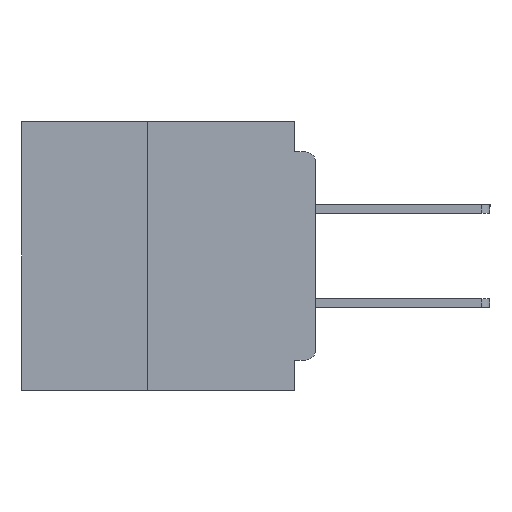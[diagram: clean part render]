
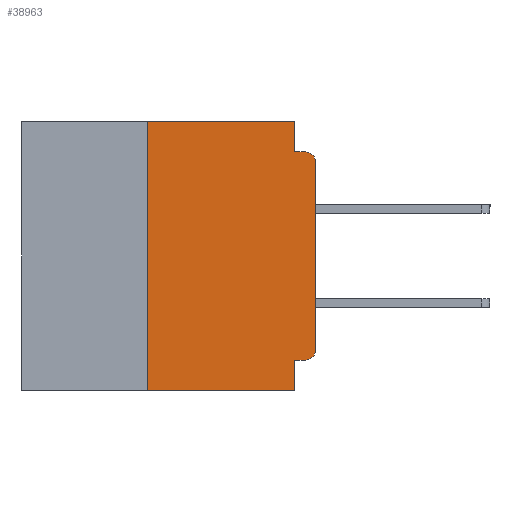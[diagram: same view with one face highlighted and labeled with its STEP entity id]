
A CAD part, left-side view. The second image highlights one B-rep face of the part: STEP entity #38963.
In plain terms, the highlighted planar face has unit normal (-1, 0, 0).
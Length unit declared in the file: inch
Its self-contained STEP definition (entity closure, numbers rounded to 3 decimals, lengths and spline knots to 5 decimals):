
#152 = LINE ( 'NONE', #11873, #19514 ) ;
#827 = EDGE_CURVE ( 'NONE', #34720, #35674, #21622, .T. ) ;
#1307 = AXIS2_PLACEMENT_3D ( 'NONE', #41108, #18152, #44923 ) ;
#1699 = VERTEX_POINT ( 'NONE', #11288 ) ;
#2264 = CARTESIAN_POINT ( 'NONE',  ( 0., 0., -0.34 ) ) ;
#2541 = LINE ( 'NONE', #17933, #32207 ) ;
#3022 = DIRECTION ( 'NONE',  ( 0., -1., 0. ) ) ;
#3673 = VERTEX_POINT ( 'NONE', #5948 ) ;
#4531 = LINE ( 'NONE', #26360, #23871 ) ;
#5948 = CARTESIAN_POINT ( 'NONE',  ( 0., 0.031, -0.355 ) ) ;
#5966 = ORIENTED_EDGE ( 'NONE', *, *, #27439, .T. ) ;
#6190 = DIRECTION ( 'NONE',  ( 0., 1., 0. ) ) ;
#6285 = ORIENTED_EDGE ( 'NONE', *, *, #14668, .T. ) ;
#6376 = VERTEX_POINT ( 'NONE', #48513 ) ;
#7336 = CARTESIAN_POINT ( 'NONE',  ( 0., 0., -0.06 ) ) ;
#8669 = CARTESIAN_POINT ( 'NONE',  ( 0., 0.437, 0. ) ) ;
#9096 = ORIENTED_EDGE ( 'NONE', *, *, #827, .T. ) ;
#9356 = DIRECTION ( 'NONE',  ( 0., 0., 1. ) ) ;
#10283 = ORIENTED_EDGE ( 'NONE', *, *, #48961, .F. ) ;
#10449 = CIRCLE ( 'NONE', #1307, 0.015 ) ;
#10753 = VERTEX_POINT ( 'NONE', #2264 ) ;
#11288 = CARTESIAN_POINT ( 'NONE',  ( 0., 0.031, 0. ) ) ;
#11873 = CARTESIAN_POINT ( 'NONE',  ( 0., 0., 0. ) ) ;
#12231 = VERTEX_POINT ( 'NONE', #27194 ) ;
#12520 = DIRECTION ( 'NONE',  ( 1., 0., 0. ) ) ;
#12980 = CARTESIAN_POINT ( 'NONE',  ( 0., 0.031, -0.4 ) ) ;
#13636 = CARTESIAN_POINT ( 'NONE',  ( 0., 0.437, 0. ) ) ;
#14373 = LINE ( 'NONE', #33183, #43752 ) ;
#14668 = EDGE_CURVE ( 'NONE', #47475, #31870, #40911, .T. ) ;
#15926 = ORIENTED_EDGE ( 'NONE', *, *, #27674, .F. ) ;
#16613 = CARTESIAN_POINT ( 'NONE',  ( 0., 0.031, -0.4 ) ) ;
#16979 = CARTESIAN_POINT ( 'NONE',  ( 0., 0.015, -0.045 ) ) ;
#17842 = LINE ( 'NONE', #13636, #34736 ) ;
#17933 = CARTESIAN_POINT ( 'NONE',  ( 0., 0., -0.045 ) ) ;
#18007 = EDGE_CURVE ( 'NONE', #42750, #1699, #17842, .T. ) ;
#18152 = DIRECTION ( 'NONE',  ( -1., 0., 0. ) ) ;
#18606 = ORIENTED_EDGE ( 'NONE', *, *, #38602, .F. ) ;
#19514 = VECTOR ( 'NONE', #38758, 39.37008 ) ;
#20543 = VECTOR ( 'NONE', #3022, 39.37008 ) ;
#21109 = ORIENTED_EDGE ( 'NONE', *, *, #32819, .F. ) ;
#21622 = CIRCLE ( 'NONE', #26232, 0.015 ) ;
#23871 = VECTOR ( 'NONE', #49123, 39.37008 ) ;
#23942 = ORIENTED_EDGE ( 'NONE', *, *, #44607, .F. ) ;
#24229 = ORIENTED_EDGE ( 'NONE', *, *, #37959, .T. ) ;
#24363 = ORIENTED_EDGE ( 'NONE', *, *, #18007, .F. ) ;
#26232 = AXIS2_PLACEMENT_3D ( 'NONE', #47528, #33281, #29282 ) ;
#26360 = CARTESIAN_POINT ( 'NONE',  ( 0., 0.031, 0. ) ) ;
#27194 = CARTESIAN_POINT ( 'NONE',  ( 0., 0.015, -0.355 ) ) ;
#27439 = EDGE_CURVE ( 'NONE', #10753, #34720, #152, .T. ) ;
#27674 = EDGE_CURVE ( 'NONE', #47475, #42750, #49366, .T. ) ;
#29216 = DIRECTION ( 'NONE',  ( 0., -1., 0. ) ) ;
#29282 = DIRECTION ( 'NONE',  ( 0., 0., -1. ) ) ;
#29551 = AXIS2_PLACEMENT_3D ( 'NONE', #8669, #12520, #39382 ) ;
#30422 = VECTOR ( 'NONE', #9356, 39.37008 ) ;
#31794 = PLANE ( 'NONE',  #29551 ) ;
#31870 = VERTEX_POINT ( 'NONE', #16613 ) ;
#31996 = CARTESIAN_POINT ( 'NONE',  ( 0., 0.25, -0.4 ) ) ;
#32207 = VECTOR ( 'NONE', #44713, 39.37008 ) ;
#32819 = EDGE_CURVE ( 'NONE', #1699, #6376, #4531, .T. ) ;
#33183 = CARTESIAN_POINT ( 'NONE',  ( 0., 0., -0.355 ) ) ;
#33281 = DIRECTION ( 'NONE',  ( -1., 0., 0. ) ) ;
#34477 = VECTOR ( 'NONE', #43956, 39.37008 ) ;
#34720 = VERTEX_POINT ( 'NONE', #7336 ) ;
#34736 = VECTOR ( 'NONE', #29216, 39.37008 ) ;
#35667 = LINE ( 'NONE', #12980, #34477 ) ;
#35674 = VERTEX_POINT ( 'NONE', #16979 ) ;
#35705 = FACE_OUTER_BOUND ( 'NONE', #48792, .T. ) ;
#37959 = EDGE_CURVE ( 'NONE', #12231, #10753, #10449, .T. ) ;
#38602 = EDGE_CURVE ( 'NONE', #6376, #35674, #2541, .T. ) ;
#38758 = DIRECTION ( 'NONE',  ( 0., 0., 1. ) ) ;
#38963 = ADVANCED_FACE ( 'NONE', ( #35705 ), #31794, .F. ) ;
#39382 = DIRECTION ( 'NONE',  ( 0., 0., -1. ) ) ;
#40046 = CARTESIAN_POINT ( 'NONE',  ( 0., 0.25, -0.4 ) ) ;
#40911 = LINE ( 'NONE', #48966, #20543 ) ;
#41108 = CARTESIAN_POINT ( 'NONE',  ( 0., 0.015, -0.34 ) ) ;
#42750 = VERTEX_POINT ( 'NONE', #47288 ) ;
#43752 = VECTOR ( 'NONE', #6190, 39.37008 ) ;
#43956 = DIRECTION ( 'NONE',  ( 0., 0., -1. ) ) ;
#44607 = EDGE_CURVE ( 'NONE', #12231, #3673, #14373, .T. ) ;
#44713 = DIRECTION ( 'NONE',  ( 0., -1., 0. ) ) ;
#44923 = DIRECTION ( 'NONE',  ( 0., 0., -1. ) ) ;
#47288 = CARTESIAN_POINT ( 'NONE',  ( 0., 0.25, 0. ) ) ;
#47475 = VERTEX_POINT ( 'NONE', #31996 ) ;
#47528 = CARTESIAN_POINT ( 'NONE',  ( 0., 0.015, -0.06 ) ) ;
#48513 = CARTESIAN_POINT ( 'NONE',  ( 0., 0.031, -0.045 ) ) ;
#48792 = EDGE_LOOP ( 'NONE', ( #5966, #9096, #18606, #21109, #24363, #15926, #6285, #10283, #23942, #24229 ) ) ;
#48961 = EDGE_CURVE ( 'NONE', #3673, #31870, #35667, .T. ) ;
#48966 = CARTESIAN_POINT ( 'NONE',  ( 0., 0.437, -0.4 ) ) ;
#49123 = DIRECTION ( 'NONE',  ( 0., 0., -1. ) ) ;
#49366 = LINE ( 'NONE', #40046, #30422 ) ;
